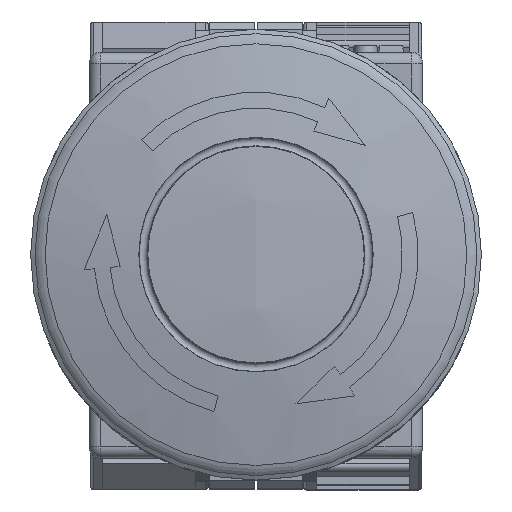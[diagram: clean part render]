
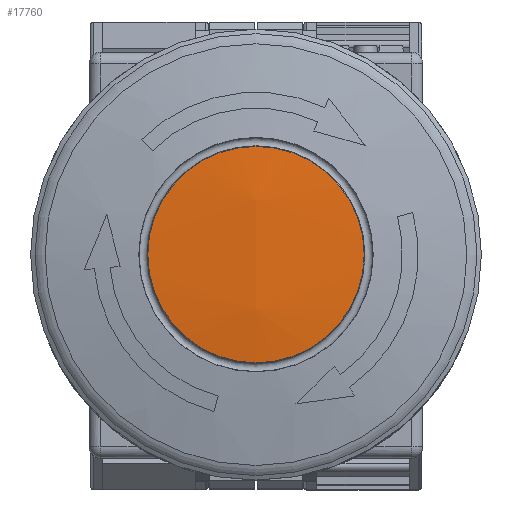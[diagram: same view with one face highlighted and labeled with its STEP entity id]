
A CAD part, top view. The second image highlights one B-rep face of the part: STEP entity #17760.
In plain terms, the highlighted spherical face has radius 80 mm.
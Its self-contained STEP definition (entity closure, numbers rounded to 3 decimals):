
#443 = EDGE_LOOP ( 'NONE', ( #19870 ) ) ;
#3408 = CIRCLE ( 'NONE', #20022, 9.603 ) ;
#7059 = DIRECTION ( 'NONE',  ( -1., 0., 0. ) ) ;
#8661 = DIRECTION ( 'NONE',  ( -0.993, 0., 0.122 ) ) ;
#17714 = DIRECTION ( 'NONE',  ( 0.122, 0., 0.993 ) ) ;
#17760 = ADVANCED_FACE ( 'NONE', ( #22181 ), #19940, .T. ) ;
#18350 = CARTESIAN_POINT ( 'NONE',  ( 0., 0., 47.522 ) ) ;
#19118 = VERTEX_POINT ( 'NONE', #28191 ) ;
#19870 = ORIENTED_EDGE ( 'NONE', *, *, #22436, .F. ) ;
#19940 = SPHERICAL_SURFACE ( 'NONE', #27705, 80. ) ;
#20022 = AXIS2_PLACEMENT_3D ( 'NONE', #18350, #27431, #7059 ) ;
#22181 = FACE_OUTER_BOUND ( 'NONE', #443, .T. ) ;
#22436 = EDGE_CURVE ( 'NONE', #19118, #19118, #3408, .T. ) ;
#27431 = DIRECTION ( 'NONE',  ( 0., 0., -1. ) ) ;
#27705 = AXIS2_PLACEMENT_3D ( 'NONE', #29013, #8661, #17714 ) ;
#28191 = CARTESIAN_POINT ( 'NONE',  ( -9.603, 0., 47.522 ) ) ;
#29013 = CARTESIAN_POINT ( 'NONE',  ( 0., 0., -31.9 ) ) ;
